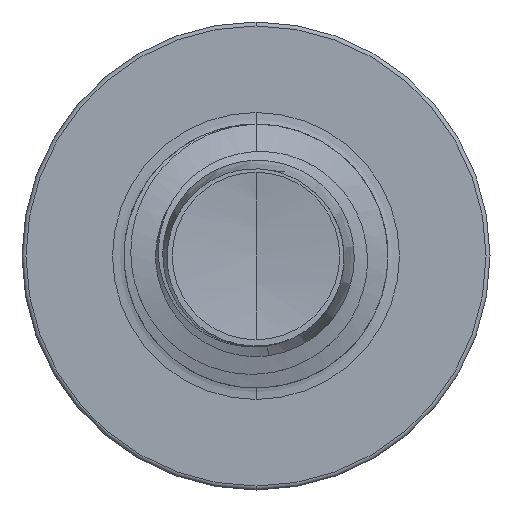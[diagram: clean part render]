
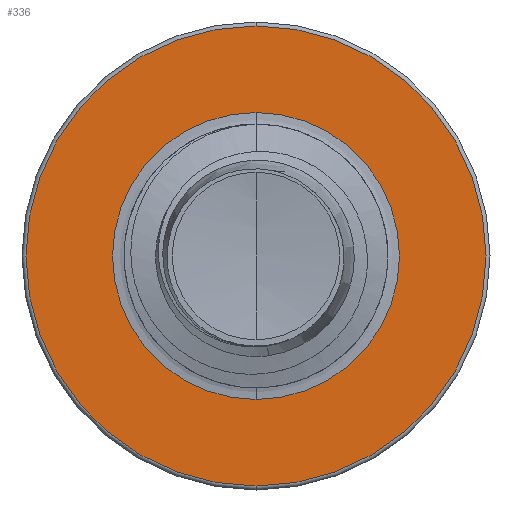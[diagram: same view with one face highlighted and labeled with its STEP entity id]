
A CAD part, front view. The second image highlights one B-rep face of the part: STEP entity #336.
In plain terms, the highlighted planar face has unit normal (0, -1, 0).
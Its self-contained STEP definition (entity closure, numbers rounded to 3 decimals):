
#198 = EDGE_CURVE ( 'NONE', #1525, #11677, #1335, .T. ) ;
#336 = ADVANCED_FACE ( 'NONE', ( #11411, #6975 ), #5538, .F. ) ;
#375 = CARTESIAN_POINT ( 'NONE',  ( 0., 3., 0. ) ) ;
#849 = AXIS2_PLACEMENT_3D ( 'NONE', #9470, #9456, #9445 ) ;
#1049 = AXIS2_PLACEMENT_3D ( 'NONE', #375, #8122, #1699 ) ;
#1222 = CARTESIAN_POINT ( 'NONE',  ( 0., 3., -1.196 ) ) ;
#1335 = CIRCLE ( 'NONE', #8828, 1.917 ) ;
#1413 = EDGE_CURVE ( 'NONE', #10435, #3758, #6028, .T. ) ;
#1525 = VERTEX_POINT ( 'NONE', #9380 ) ;
#1627 = DIRECTION ( 'NONE',  ( 0., 1., 0. ) ) ;
#1699 = DIRECTION ( 'NONE',  ( 0., 0., 1. ) ) ;
#2220 = ORIENTED_EDGE ( 'NONE', *, *, #198, .F. ) ;
#2367 = ORIENTED_EDGE ( 'NONE', *, *, #11115, .F. ) ;
#2484 = ORIENTED_EDGE ( 'NONE', *, *, #1413, .T. ) ;
#2581 = ORIENTED_EDGE ( 'NONE', *, *, #10319, .T. ) ;
#3758 = VERTEX_POINT ( 'NONE', #1222 ) ;
#4067 = CIRCLE ( 'NONE', #1049, 1.196 ) ;
#4470 = CARTESIAN_POINT ( 'NONE',  ( 0., 3., 1.196 ) ) ;
#5538 = PLANE ( 'NONE',  #7525 ) ;
#6028 = CIRCLE ( 'NONE', #849, 1.196 ) ;
#6260 = DIRECTION ( 'NONE',  ( 0., 0., 1. ) ) ;
#6273 = DIRECTION ( 'NONE',  ( 0., 1., 0. ) ) ;
#6302 = DIRECTION ( 'NONE',  ( 0., 1., 0. ) ) ;
#6473 = CARTESIAN_POINT ( 'NONE',  ( 0., 3., 0. ) ) ;
#6975 = FACE_BOUND ( 'NONE', #7459, .T. ) ;
#7459 = EDGE_LOOP ( 'NONE', ( #2484, #2581 ) ) ;
#7525 = AXIS2_PLACEMENT_3D ( 'NONE', #10913, #6302, #10707 ) ;
#8074 = CARTESIAN_POINT ( 'NONE',  ( 0., 3., 0. ) ) ;
#8122 = DIRECTION ( 'NONE',  ( 0., 1., 0. ) ) ;
#8129 = EDGE_LOOP ( 'NONE', ( #2220, #2367 ) ) ;
#8778 = AXIS2_PLACEMENT_3D ( 'NONE', #8074, #1627, #8940 ) ;
#8828 = AXIS2_PLACEMENT_3D ( 'NONE', #6473, #6273, #6260 ) ;
#8940 = DIRECTION ( 'NONE',  ( 0., 0., 1. ) ) ;
#9380 = CARTESIAN_POINT ( 'NONE',  ( 0., 3., 1.917 ) ) ;
#9445 = DIRECTION ( 'NONE',  ( 0., 0., 1. ) ) ;
#9456 = DIRECTION ( 'NONE',  ( 0., 1., 0. ) ) ;
#9470 = CARTESIAN_POINT ( 'NONE',  ( 0., 3., 0. ) ) ;
#10290 = CIRCLE ( 'NONE', #8778, 1.917 ) ;
#10319 = EDGE_CURVE ( 'NONE', #3758, #10435, #4067, .T. ) ;
#10435 = VERTEX_POINT ( 'NONE', #4470 ) ;
#10707 = DIRECTION ( 'NONE',  ( 0., 0., 1. ) ) ;
#10913 = CARTESIAN_POINT ( 'NONE',  ( 0., 3., -1.196 ) ) ;
#11115 = EDGE_CURVE ( 'NONE', #11677, #1525, #10290, .T. ) ;
#11336 = CARTESIAN_POINT ( 'NONE',  ( 0., 3., -1.917 ) ) ;
#11411 = FACE_OUTER_BOUND ( 'NONE', #8129, .T. ) ;
#11677 = VERTEX_POINT ( 'NONE', #11336 ) ;
